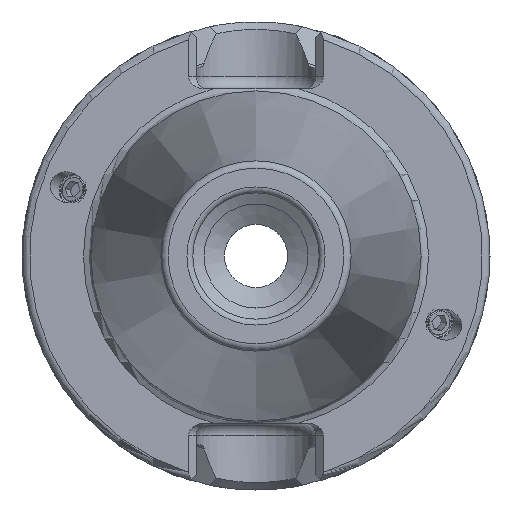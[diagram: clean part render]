
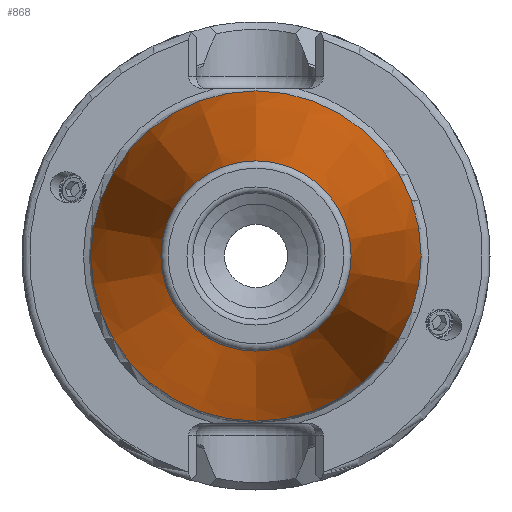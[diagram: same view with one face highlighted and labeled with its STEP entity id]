
A CAD part, left-side view. The second image highlights one B-rep face of the part: STEP entity #868.
In plain terms, the highlighted conical face has half-angle 8.297 degrees and reference radius 22.225 mm.
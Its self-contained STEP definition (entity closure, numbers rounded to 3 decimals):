
#15 = DIRECTION ( 'NONE',  ( -1., 0., 0. ) ) ;
#145 = FACE_OUTER_BOUND ( 'NONE', #2341, .T. ) ;
#155 = CIRCLE ( 'NONE', #2250, 12.812 ) ;
#431 = CARTESIAN_POINT ( 'NONE',  ( -64.544, 0., 12.812 ) ) ;
#581 = CARTESIAN_POINT ( 'NONE',  ( 0., 0., 0. ) ) ;
#740 = DIRECTION ( 'NONE',  ( 0., 0., 1. ) ) ;
#868 = ADVANCED_FACE ( 'NONE', ( #3009, #145 ), #3991, .T. ) ;
#1016 = VERTEX_POINT ( 'NONE', #431 ) ;
#1017 = CARTESIAN_POINT ( 'NONE',  ( -64.544, 0., 0. ) ) ;
#1322 = DIRECTION ( 'NONE',  ( 0., 0., -1. ) ) ;
#1369 = AXIS2_PLACEMENT_3D ( 'NONE', #581, #2726, #1322 ) ;
#1580 = VERTEX_POINT ( 'NONE', #2886 ) ;
#1610 = EDGE_LOOP ( 'NONE', ( #2956 ) ) ;
#1720 = ORIENTED_EDGE ( 'NONE', *, *, #3088, .T. ) ;
#2250 = AXIS2_PLACEMENT_3D ( 'NONE', #1017, #15, #740 ) ;
#2341 = EDGE_LOOP ( 'NONE', ( #1720 ) ) ;
#2726 = DIRECTION ( 'NONE',  ( 1., 0., 0. ) ) ;
#2825 = CARTESIAN_POINT ( 'NONE',  ( 0., 0., 0. ) ) ;
#2874 = DIRECTION ( 'NONE',  ( -1., 0., 0. ) ) ;
#2886 = CARTESIAN_POINT ( 'NONE',  ( 0., 0., 22.225 ) ) ;
#2956 = ORIENTED_EDGE ( 'NONE', *, *, #4211, .F. ) ;
#3009 = FACE_BOUND ( 'NONE', #1610, .T. ) ;
#3088 = EDGE_CURVE ( 'NONE', #1580, #1580, #3150, .T. ) ;
#3150 = CIRCLE ( 'NONE', #4375, 22.225 ) ;
#3991 = CONICAL_SURFACE ( 'NONE', #1369, 22.225, 0.145 ) ;
#4006 = DIRECTION ( 'NONE',  ( 0., 0., 1. ) ) ;
#4211 = EDGE_CURVE ( 'NONE', #1016, #1016, #155, .T. ) ;
#4375 = AXIS2_PLACEMENT_3D ( 'NONE', #2825, #2874, #4006 ) ;
